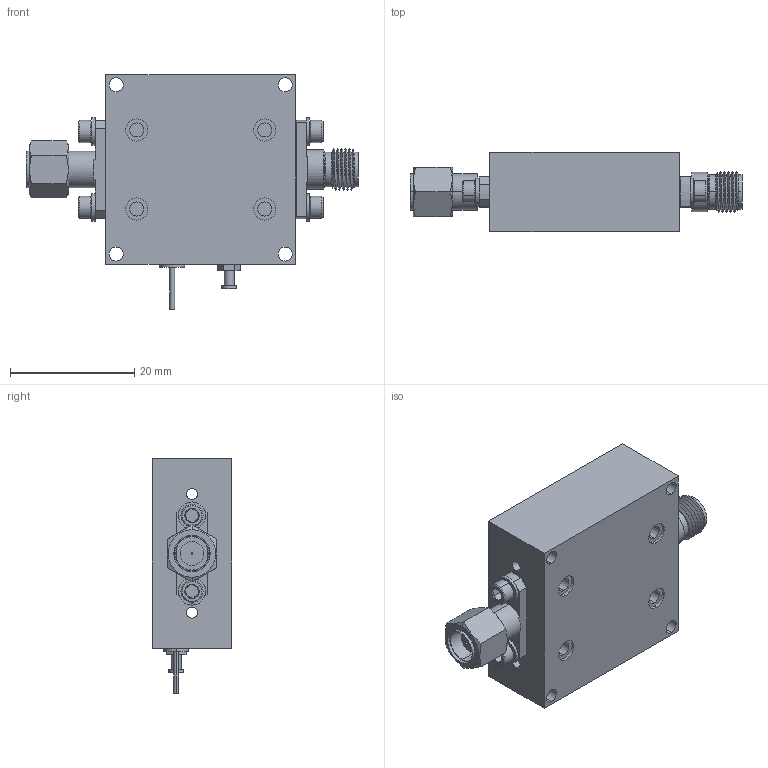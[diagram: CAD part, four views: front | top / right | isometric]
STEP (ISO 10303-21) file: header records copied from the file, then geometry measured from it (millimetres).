
FILE_DESCRIPTION (( 'STEP AP203' ), '1' );
FILE_NAME ('SFA-503553215-VMKF-S1.STEP', '2018-11-29T19:59:59', ( '' ), ( '' ), 'SwSTEP 2.0', 'SolidWorks 2016', '' );
FILE_SCHEMA (( 'CONFIG_CONTROL_DESIGN' ));
Length unit declared in the file: inch
Products named in the file (1): SFA-503553215-VMKF-S1
Bounding box: 53.34 x 12.7 x 37.72 mm (x, y, z)
Surface area: 6364.6 mm2 (no closed solid volume)
Topology: 0 solids, 19 shells, 374 faces, 980 edges, 634 vertices
Faces by surface type: plane 164, cylinder 126, cone 80, torus 2, bspline 2
Entity records: 12516 total; most frequent: CARTESIAN_POINT 3396, DIRECTION 1904, ORIENTED_EDGE 1804, EDGE_CURVE 972, AXIS2_PLACEMENT_3D 729, VERTEX_POINT 634, VECTOR 446, LINE 446
